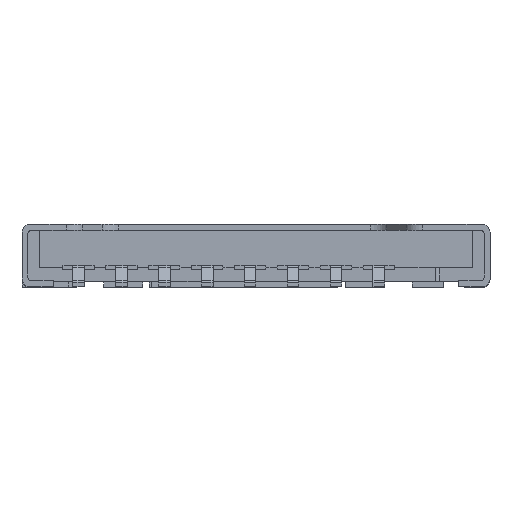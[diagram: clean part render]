
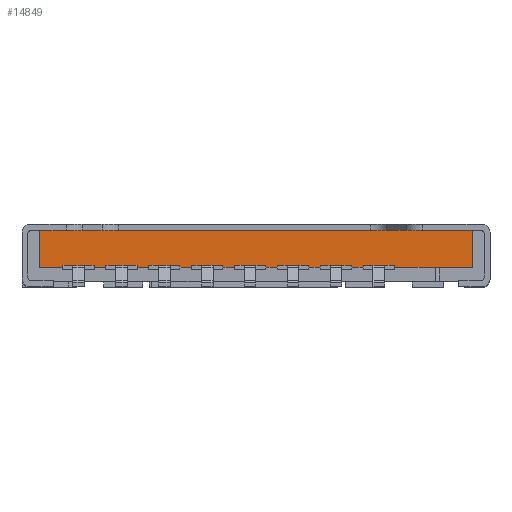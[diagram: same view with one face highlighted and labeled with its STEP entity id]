
A CAD part, top view. The second image highlights one B-rep face of the part: STEP entity #14849.
In plain terms, the highlighted planar face has unit normal (0, 0, 1).
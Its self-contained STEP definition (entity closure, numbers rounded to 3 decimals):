
#189 = CARTESIAN_POINT ( 'NONE',  ( 5.55, 0.5, -4.25 ) ) ;
#945 = LINE ( 'NONE', #15062, #13122 ) ;
#1448 = VECTOR ( 'NONE', #3008, 1000. ) ;
#1810 = CARTESIAN_POINT ( 'NONE',  ( 5.55, 1.45, -4.25 ) ) ;
#1881 = EDGE_LOOP ( 'NONE', ( #13297, #14088, #13505, #10971 ) ) ;
#2147 = DIRECTION ( 'NONE',  ( -1., 0., 0. ) ) ;
#2240 = CARTESIAN_POINT ( 'NONE',  ( -5.55, 0.5, -4.25 ) ) ;
#2463 = PLANE ( 'NONE',  #7417 ) ;
#2469 = CARTESIAN_POINT ( 'NONE',  ( -5.55, 1.45, -4.25 ) ) ;
#2554 = CARTESIAN_POINT ( 'NONE',  ( 0., 0., -4.25 ) ) ;
#3008 = DIRECTION ( 'NONE',  ( 0., 1., 0. ) ) ;
#3745 = DIRECTION ( 'NONE',  ( 1., 0., 0. ) ) ;
#3839 = EDGE_CURVE ( 'NONE', #7848, #9821, #5758, .T. ) ;
#4026 = CARTESIAN_POINT ( 'NONE',  ( -5.55, 0.5, -4.25 ) ) ;
#4969 = LINE ( 'NONE', #1810, #1448 ) ;
#5758 = LINE ( 'NONE', #2240, #14759 ) ;
#6024 = DIRECTION ( 'NONE',  ( 0., -1., 0. ) ) ;
#7417 = AXIS2_PLACEMENT_3D ( 'NONE', #2554, #10800, #3745 ) ;
#7848 = VERTEX_POINT ( 'NONE', #4026 ) ;
#8452 = LINE ( 'NONE', #2469, #13971 ) ;
#9132 = VERTEX_POINT ( 'NONE', #11122 ) ;
#9266 = VERTEX_POINT ( 'NONE', #11377 ) ;
#9821 = VERTEX_POINT ( 'NONE', #189 ) ;
#10469 = EDGE_CURVE ( 'NONE', #9266, #7848, #8452, .T. ) ;
#10525 = DIRECTION ( 'NONE',  ( 1., 0., 0. ) ) ;
#10800 = DIRECTION ( 'NONE',  ( 0., 0., 1. ) ) ;
#10971 = ORIENTED_EDGE ( 'NONE', *, *, #3839, .T. ) ;
#11122 = CARTESIAN_POINT ( 'NONE',  ( 5.55, 1.45, -4.25 ) ) ;
#11377 = CARTESIAN_POINT ( 'NONE',  ( -5.55, 1.45, -4.25 ) ) ;
#12789 = EDGE_CURVE ( 'NONE', #9132, #9266, #945, .T. ) ;
#12814 = FACE_OUTER_BOUND ( 'NONE', #1881, .T. ) ;
#13122 = VECTOR ( 'NONE', #2147, 1000. ) ;
#13297 = ORIENTED_EDGE ( 'NONE', *, *, #13627, .T. ) ;
#13505 = ORIENTED_EDGE ( 'NONE', *, *, #10469, .T. ) ;
#13627 = EDGE_CURVE ( 'NONE', #9821, #9132, #4969, .T. ) ;
#13971 = VECTOR ( 'NONE', #6024, 1000. ) ;
#14088 = ORIENTED_EDGE ( 'NONE', *, *, #12789, .T. ) ;
#14759 = VECTOR ( 'NONE', #10525, 1000. ) ;
#14849 = ADVANCED_FACE ( 'NONE', ( #12814 ), #2463, .T. ) ;
#15062 = CARTESIAN_POINT ( 'NONE',  ( -5.55, 1.45, -4.25 ) ) ;
